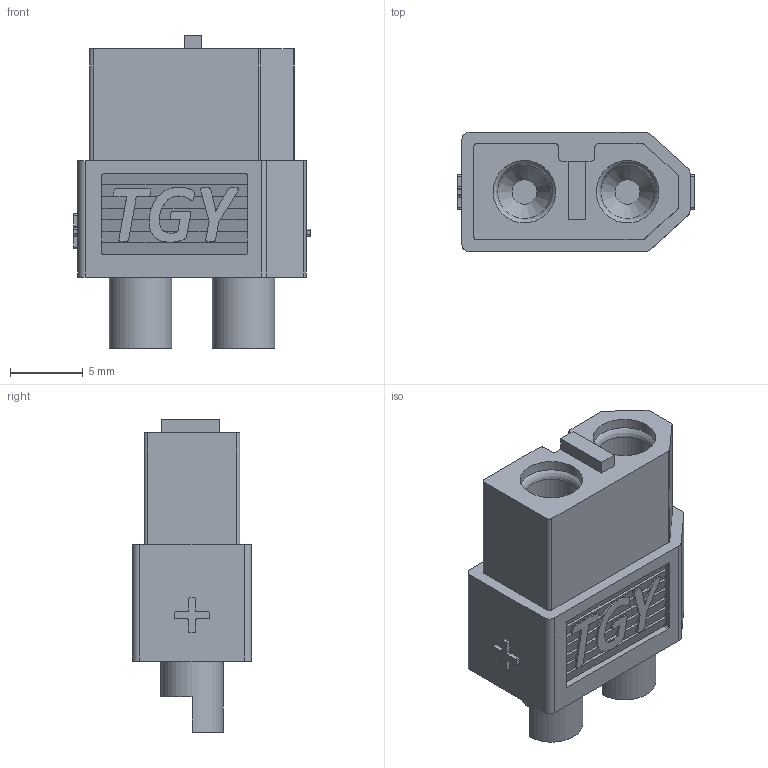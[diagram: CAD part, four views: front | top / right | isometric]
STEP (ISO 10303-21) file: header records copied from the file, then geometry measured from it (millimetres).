
FILE_DESCRIPTION(/* description */ (''),/* implementation_level */ '2;1');
FILE_NAME(/* name */ 'XT60-Female.stp',/* time_stamp */ '2020-01-26T15:38:05-05:00',/* author */ ('Ishaan'),/* organization */ (''),/* preprocessor_version */ 'ST-DEVELOPER v18',/* originating_system */ 'Autodesk Inventor 2020',/* authorisation */ '');
FILE_SCHEMA (('AUTOMOTIVE_DESIGN { 1 0 10303 214 3 1 1 }'));
Length unit declared in the file: millimetre
Products named in the file (1): XT60
Bounding box: 16.3 x 8.2 x 21.5 mm (x, y, z)
Volume: 1303.2 mm3; surface area: 1673.8 mm2
Topology: 1 solids, 4 shells, 341 faces, 960 edges, 640 vertices
Faces by surface type: plane 220, cylinder 68, bspline 47, cone 4, torus 2
Full cylindrical faces by diameter (mm): 3.7 x4, 4.3 x4, 6 x2
Entity records: 14218 total; most frequent: CARTESIAN_POINT 5621, ORIENTED_EDGE 1920, DIRECTION 1547, EDGE_CURVE 960, VERTEX_POINT 640, LINE 637, VECTOR 637, AXIS2_PLACEMENT_3D 455
